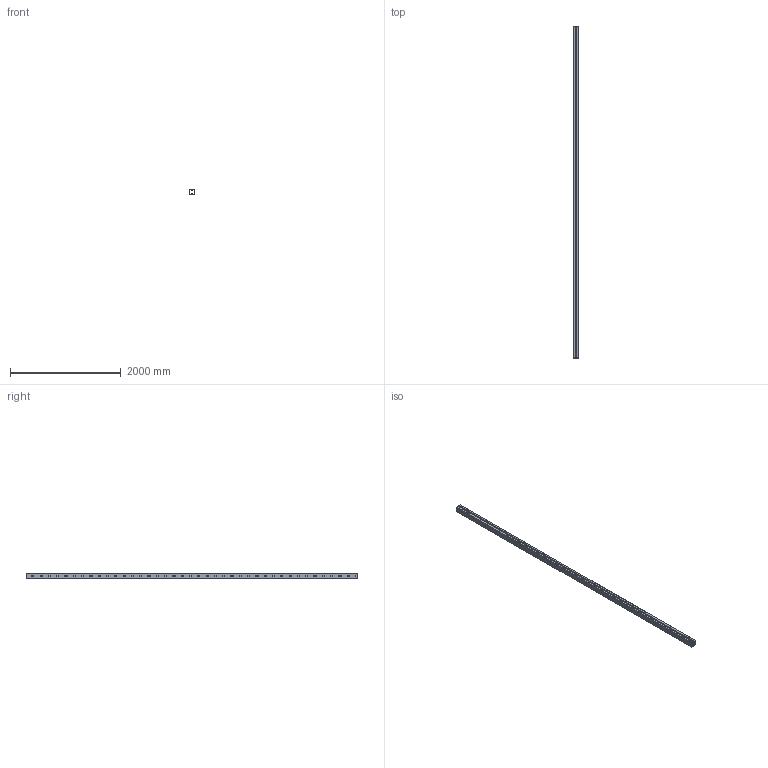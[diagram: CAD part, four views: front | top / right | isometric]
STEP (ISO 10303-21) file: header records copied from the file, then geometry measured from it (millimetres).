
FILE_DESCRIPTION((''),'2;1');
FILE_NAME('131608.stp','2010-07-27T08:02:18',('DMK009'),(''),'Autodesk Inventor 2010','Autodesk Inventor 2010','');
FILE_SCHEMA(('AUTOMOTIVE_DESIGN { 1 0 10303 214 1 1 1 1 }'));
Length unit declared in the file: millimetre
Products named in the file (1): MPT-Tragprofil Q100
Bounding box: 100 x 6000 x 100 mm (x, y, z)
Volume: 7328209.2 mm3; surface area: 5884010.5 mm2
Topology: 1 solids, 1 shells, 386 faces, 1152 edges, 768 vertices
Faces by surface type: plane 194, cylinder 192
Entity records: 13430 total; most frequent: DIRECTION 2310, CARTESIAN_POINT 2307, ORIENTED_EDGE 2304, EDGE_CURVE 1152, AXIS2_PLACEMENT_3D 771, VERTEX_POINT 768, VECTOR 768, LINE 768
